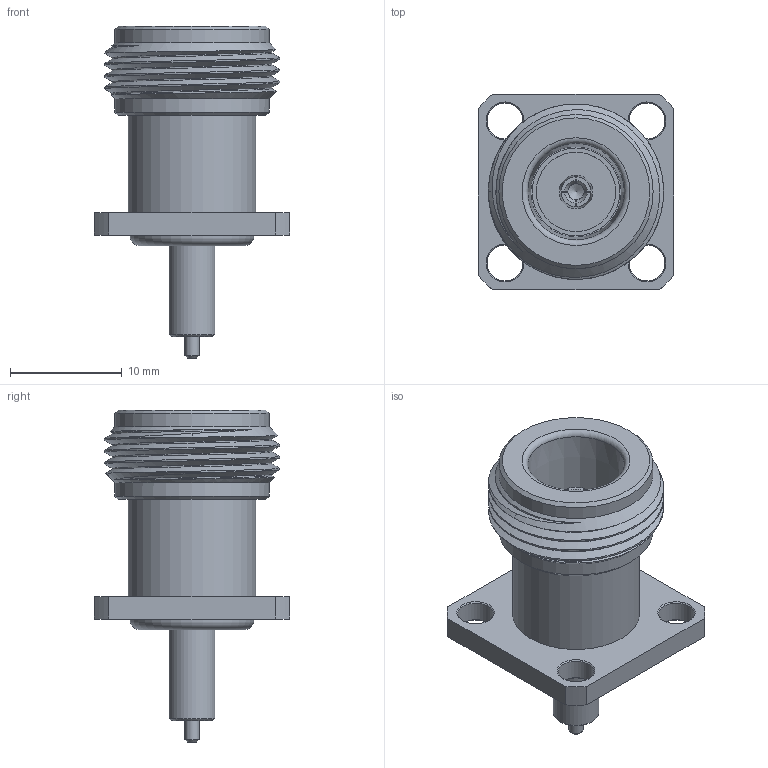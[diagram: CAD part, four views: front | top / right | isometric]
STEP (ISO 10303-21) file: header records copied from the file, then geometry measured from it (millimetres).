
FILE_DESCRIPTION(/* description */ ('Unknown'),/* implementation_level */ '2;1');
FILE_NAME(/* name */ '60412422241505',/* time_stamp */ '2022-03-25T11:19:52+01:00',/* author */ ('Unknown'),/* organization */ ('Unknown'),/* preprocessor_version */ 'ST-DEVELOPER v16.7',/* originating_system */ 'Solid Edge',/* authorisation */ 'Unknown');
FILE_SCHEMA (('AUTOMOTIVE_DESIGN {1 0 10303 214 3 1 1}'));
Products named in the file (6): 60412422241505; 60412422241505_Body; 60412422241505_Insulator; 60412422241505_Ring; 60412422241505_SignalPin; 60412422241505_Gasket
Assembly tree (5 placements, depth 2):
  60412422241505
    60412422241505_Body
    60412422241505_Insulator
    60412422241505_Ring
    60412422241505_SignalPin
    60412422241505_Gasket
Bounding box: 17.5 x 17.5 x 29.7 mm (x, y, z)
Volume: 2321.2 mm3; surface area: 3231.3 mm2
Topology: 5 solids, 5 shells, 3250 faces, 6568 edges, 3339 vertices
Faces by surface type: bspline 2502, cylinder 679, plane 37, cone 30, torus 2
Full cylindrical faces by diameter (mm): 1.27 x2, 1.55 x1, 2.15 x2, 2.16 x1, 3 x1, 3.2 x4, 4.1 x2, 7.1 x2, 7.59 x1, 7.85 x3, 11.4 x1, 12.5 x1, 13.8 x2
Entity records: 115040 total; most frequent: CARTESIAN_POINT 74414, ORIENTED_EDGE 13020, EDGE_CURVE 6510, B_SPLINE_CURVE_WITH_KNOTS 3720, VERTEX_POINT 3326, FACE_BOUND 3316, EDGE_LOOP 3314, ADVANCED_FACE 3248
